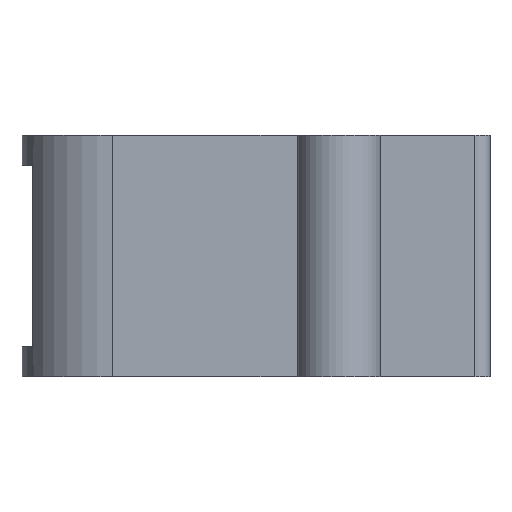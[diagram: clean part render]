
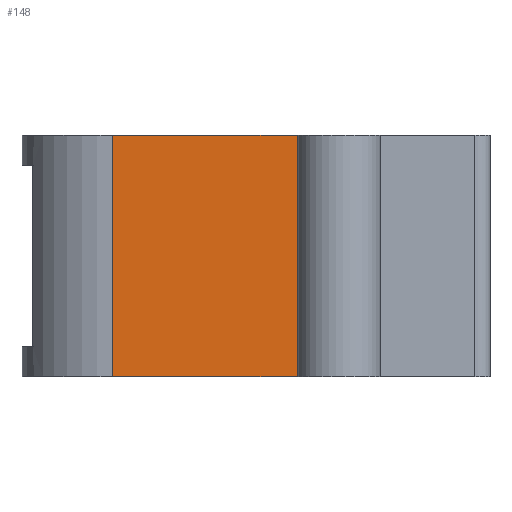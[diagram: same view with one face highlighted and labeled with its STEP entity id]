
A CAD part, left-side view. The second image highlights one B-rep face of the part: STEP entity #148.
In plain terms, the highlighted planar face has unit normal (-1, 0, 0).
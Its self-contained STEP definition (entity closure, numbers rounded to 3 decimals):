
#148 = ADVANCED_FACE( '', ( #342 ), #343, .F. );
#342 = FACE_OUTER_BOUND( '', #580, .T. );
#343 = PLANE( '', #581 );
#580 = EDGE_LOOP( '', ( #970, #971, #972, #973 ) );
#581 = AXIS2_PLACEMENT_3D( '', #974, #975, #976 );
#970 = ORIENTED_EDGE( '', *, *, #1567, .T. );
#971 = ORIENTED_EDGE( '', *, *, #1450, .F. );
#972 = ORIENTED_EDGE( '', *, *, #1501, .F. );
#973 = ORIENTED_EDGE( '', *, *, #1568, .T. );
#974 = CARTESIAN_POINT( '', ( -14., 2., 8. ) );
#975 = DIRECTION( '', ( 1., 0., 0. ) );
#976 = DIRECTION( '', ( 0., 0., -1. ) );
#1450 = EDGE_CURVE( '', #1741, #1737, #1743, .T. );
#1501 = EDGE_CURVE( '', #1834, #1741, #1836, .T. );
#1567 = EDGE_CURVE( '', #1938, #1737, #1939, .T. );
#1568 = EDGE_CURVE( '', #1834, #1938, #1940, .T. );
#1737 = VERTEX_POINT( '', #2223 );
#1741 = VERTEX_POINT( '', #2228 );
#1743 = LINE( '', #2230, #2231 );
#1834 = VERTEX_POINT( '', #2343 );
#1836 = LINE( '', #2345, #2346 );
#1938 = VERTEX_POINT( '', #2586 );
#1939 = LINE( '', #2587, #2588 );
#1940 = LINE( '', #2589, #2590 );
#2223 = CARTESIAN_POINT( '', ( -14., -11.153, -8. ) );
#2228 = CARTESIAN_POINT( '', ( -14., -11.153, 8. ) );
#2230 = CARTESIAN_POINT( '', ( -14., -11.153, 8. ) );
#2231 = VECTOR( '', #2966, 1000. );
#2343 = CARTESIAN_POINT( '', ( -14., 2., 8. ) );
#2345 = CARTESIAN_POINT( '', ( -14., 2., 8. ) );
#2346 = VECTOR( '', #3054, 1000. );
#2586 = CARTESIAN_POINT( '', ( -14., 2., -8. ) );
#2587 = CARTESIAN_POINT( '', ( -14., 2., -8. ) );
#2588 = VECTOR( '', #3142, 1000. );
#2589 = CARTESIAN_POINT( '', ( -14., 2., 8. ) );
#2590 = VECTOR( '', #3143, 1000. );
#2966 = DIRECTION( '', ( 0., 0., -1. ) );
#3054 = DIRECTION( '', ( 0., -1., 0. ) );
#3142 = DIRECTION( '', ( 0., -1., 0. ) );
#3143 = DIRECTION( '', ( 0., 0., -1. ) );
